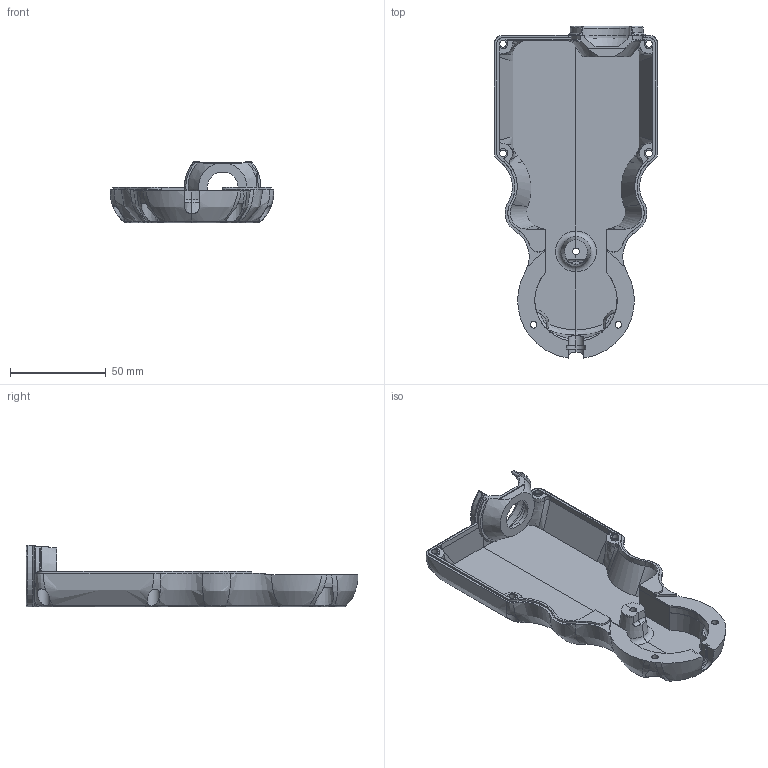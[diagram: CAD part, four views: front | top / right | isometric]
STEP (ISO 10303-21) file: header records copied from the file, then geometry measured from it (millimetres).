
FILE_DESCRIPTION(('FreeCAD Model'),'2;1');
FILE_NAME('Open CASCADE Shape Model','2022-09-29T11:46:42',(''),(''), 'Open CASCADE STEP processor 7.5','FreeCAD','Unknown');
FILE_SCHEMA(('AUTOMOTIVE_DESIGN { 1 0 10303 214 1 1 1 1 }'));
Length unit declared in the file: millimetre
Products named in the file (3): Part; Body
Assembly tree (2 placements, depth 2):
  Part
    Body
    Body
Bounding box: 85.2 x 173.05 x 32.3 mm (x, y, z)
Volume: 49750.7 mm3; surface area: 40678.6 mm2
Topology: 2 solids, 2 shells, 299 faces, 789 edges, 493 vertices
Faces by surface type: bspline 94, plane 85, cylinder 78, cone 30, torus 12
Full cylindrical faces by diameter (mm): 3.5 x6, 6.5 x4, 21 x1
Entity records: 35270 total; most frequent: CARTESIAN_POINT 21020, DIRECTION 2271, ORIENTED_EDGE 1578, PCURVE 1578, DEFINITIONAL_REPRESENTATION 1578, LINE 1226, VECTOR 1226, EDGE_CURVE 789
